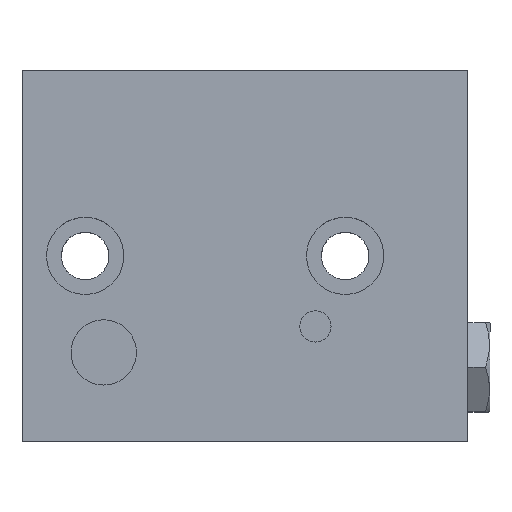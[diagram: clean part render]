
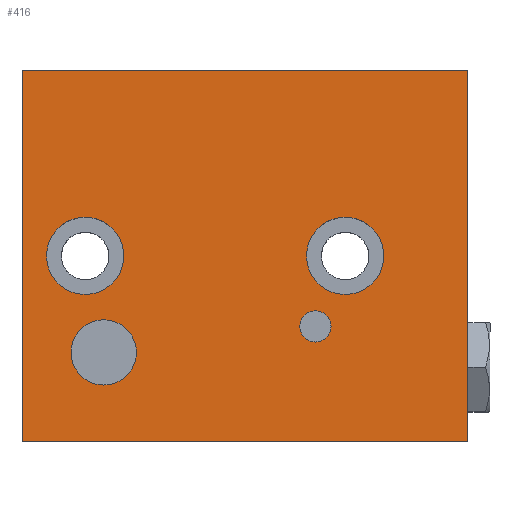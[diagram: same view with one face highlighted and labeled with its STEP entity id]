
A CAD part, top view. The second image highlights one B-rep face of the part: STEP entity #416.
In plain terms, the highlighted planar face has unit normal (0, 0, 1).
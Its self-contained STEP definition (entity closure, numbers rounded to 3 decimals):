
#333=CARTESIAN_POINT('',(5.809,-1.985,25.0));
#334=DIRECTION('',(0.0,0.0,1.0));
#335=DIRECTION('',(1.0,0.0,0.0));
#336=AXIS2_PLACEMENT_3D('',#333,#334,#335);
#337=PLANE('',#336);
#338=CARTESIAN_POINT('',(35.809,23.015,25.0));
#339=VERTEX_POINT('',#338);
#340=CARTESIAN_POINT('',(35.809,-26.985,25.0));
#341=VERTEX_POINT('',#340);
#342=CARTESIAN_POINT('',(35.809,23.015,25.0));
#343=DIRECTION('',(0.0,-1.0,0.0));
#344=VECTOR('',#343,50.0);
#345=LINE('',#342,#344);
#346=EDGE_CURVE('',#339,#341,#345,.T.);
#347=ORIENTED_EDGE('',*,*,#346,.F.);
#348=CARTESIAN_POINT('',(-24.191,23.015,25.0));
#349=VERTEX_POINT('',#348);
#350=CARTESIAN_POINT('',(-24.191,23.015,25.0));
#351=DIRECTION('',(1.0,0.0,0.0));
#352=VECTOR('',#351,60.0);
#353=LINE('',#350,#352);
#354=EDGE_CURVE('',#349,#339,#353,.T.);
#355=ORIENTED_EDGE('',*,*,#354,.F.);
#356=CARTESIAN_POINT('',(-24.191,-26.985,25.0));
#357=VERTEX_POINT('',#356);
#358=CARTESIAN_POINT('',(-24.191,-26.985,25.0));
#359=DIRECTION('',(0.0,1.0,0.0));
#360=VECTOR('',#359,50.);
#361=LINE('',#358,#360);
#362=EDGE_CURVE('',#357,#349,#361,.T.);
#363=ORIENTED_EDGE('',*,*,#362,.F.);
#364=CARTESIAN_POINT('',(35.809,-26.985,25.0));
#365=DIRECTION('',(-1.0,0.0,0.0));
#366=VECTOR('',#365,60.0);
#367=LINE('',#364,#366);
#368=EDGE_CURVE('',#341,#357,#367,.T.);
#369=ORIENTED_EDGE('',*,*,#368,.F.);
#370=EDGE_LOOP('',(#347,#355,#363,#369));
#371=FACE_OUTER_BOUND('',#370,.T.);
#372=CARTESIAN_POINT('',(-8.791,-14.985,25.0));
#373=VERTEX_POINT('',#372);
#374=CARTESIAN_POINT('',(-13.191,-14.985,25.0));
#375=DIRECTION('',(0.0,0.0,-1.0));
#376=DIRECTION('',(1.0,0.0,0.0));
#377=AXIS2_PLACEMENT_3D('',#374,#375,#376);
#378=CIRCLE('',#377,4.4);
#379=EDGE_CURVE('',#373,#373,#378,.T.);
#380=ORIENTED_EDGE('',*,*,#379,.T.);
#381=EDGE_LOOP('',(#380));
#382=FACE_BOUND('',#381,.T.);
#383=CARTESIAN_POINT('',(17.409,-11.485,25.0));
#384=VERTEX_POINT('',#383);
#385=CARTESIAN_POINT('',(15.309,-11.485,25.0));
#386=DIRECTION('',(0.0,0.0,-1.0));
#387=DIRECTION('',(1.0,0.0,0.0));
#388=AXIS2_PLACEMENT_3D('',#385,#386,#387);
#389=CIRCLE('',#388,2.1);
#390=EDGE_CURVE('',#384,#384,#389,.T.);
#391=ORIENTED_EDGE('',*,*,#390,.T.);
#392=EDGE_LOOP('',(#391));
#393=FACE_BOUND('',#392,.T.);
#394=CARTESIAN_POINT('',(-10.491,-1.985,25.0));
#395=VERTEX_POINT('',#394);
#396=CARTESIAN_POINT('',(-15.691,-1.985,25.0));
#397=DIRECTION('',(0.0,0.0,-1.0));
#398=DIRECTION('',(1.0,0.0,0.0));
#399=AXIS2_PLACEMENT_3D('',#396,#397,#398);
#400=CIRCLE('',#399,5.2);
#401=EDGE_CURVE('',#395,#395,#400,.T.);
#402=ORIENTED_EDGE('',*,*,#401,.T.);
#403=EDGE_LOOP('',(#402));
#404=FACE_BOUND('',#403,.T.);
#405=CARTESIAN_POINT('',(24.509,-1.985,25.0));
#406=VERTEX_POINT('',#405);
#407=CARTESIAN_POINT('',(19.309,-1.985,25.0));
#408=DIRECTION('',(0.0,0.0,-1.0));
#409=DIRECTION('',(1.0,0.0,0.0));
#410=AXIS2_PLACEMENT_3D('',#407,#408,#409);
#411=CIRCLE('',#410,5.2);
#412=EDGE_CURVE('',#406,#406,#411,.T.);
#413=ORIENTED_EDGE('',*,*,#412,.T.);
#414=EDGE_LOOP('',(#413));
#415=FACE_BOUND('',#414,.T.);
#416=ADVANCED_FACE('',(#371,#382,#393,#404,#415),#337,.T.);
